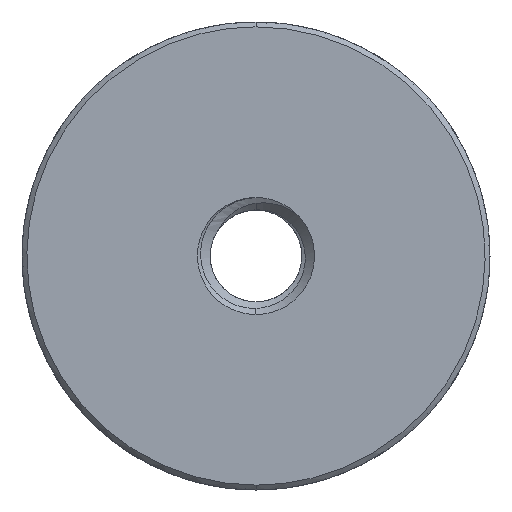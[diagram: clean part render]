
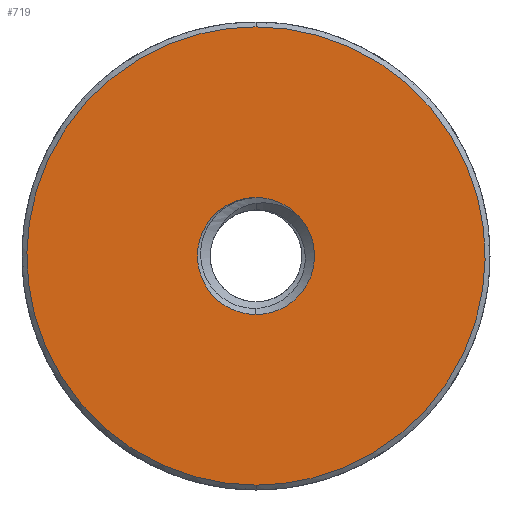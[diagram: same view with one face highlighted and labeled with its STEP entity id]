
A CAD part, front view. The second image highlights one B-rep face of the part: STEP entity #719.
In plain terms, the highlighted planar face has unit normal (0, -1, 0).
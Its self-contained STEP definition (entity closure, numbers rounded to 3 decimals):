
#25=FACE_BOUND('',#3479,.T.);
#719=ADVANCED_FACE('',(#2098,#25),#20616,.T.);
#2098=FACE_OUTER_BOUND('',#3478,.T.);
#3478=EDGE_LOOP('',(#7940,#7941));
#3479=EDGE_LOOP('',(#7942,#7943,#7944));
#7940=ORIENTED_EDGE('',*,*,#14532,.F.);
#7941=ORIENTED_EDGE('',*,*,#13368,.F.);
#7942=ORIENTED_EDGE('',*,*,#13447,.F.);
#7943=ORIENTED_EDGE('',*,*,#14499,.F.);
#7944=ORIENTED_EDGE('',*,*,#13443,.T.);
#13368=EDGE_CURVE('',#19975,#19976,#16912,.T.);
#13443=EDGE_CURVE('',#19987,#19988,#16980,.T.);
#13447=EDGE_CURVE('',#19989,#19988,#16981,.T.);
#14499=EDGE_CURVE('',#19987,#19989,#17966,.T.);
#14532=EDGE_CURVE('',#19976,#19975,#17997,.T.);
#16912=(
BOUNDED_CURVE()
B_SPLINE_CURVE(2,(#44437,#44438,#44439,#44440,#44441),.UNSPECIFIED.,.F.,
 .F.)
B_SPLINE_CURVE_WITH_KNOTS((3,2,3),(-18.457,-9.228,0.),
 .UNSPECIFIED.)
CURVE()
GEOMETRIC_REPRESENTATION_ITEM()
RATIONAL_B_SPLINE_CURVE((1.,0.707,1.,0.707,1.))
REPRESENTATION_ITEM('')
);
#16980=(
BOUNDED_CURVE()
B_SPLINE_CURVE(2,(#44665,#44666,#44667,#44668,#44669),.UNSPECIFIED.,.F.,
 .F.)
B_SPLINE_CURVE_WITH_KNOTS((3,2,3),(0.,2.356,4.712),
 .UNSPECIFIED.)
CURVE()
GEOMETRIC_REPRESENTATION_ITEM()
RATIONAL_B_SPLINE_CURVE((1.,0.707,1.,0.707,1.))
REPRESENTATION_ITEM('')
);
#16981=(
BOUNDED_CURVE()
B_SPLINE_CURVE(2,(#44676,#44677,#44678),.UNSPECIFIED.,.F.,.F.)
B_SPLINE_CURVE_WITH_KNOTS((3,3),(-1.164,0.),.UNSPECIFIED.)
CURVE()
GEOMETRIC_REPRESENTATION_ITEM()
RATIONAL_B_SPLINE_CURVE((1.,0.926,1.))
REPRESENTATION_ITEM('')
);
#17966=(
BOUNDED_CURVE()
B_SPLINE_CURVE(2,(#49225,#49226,#49227,#49228,#49229),.UNSPECIFIED.,.F.,
 .F.)
B_SPLINE_CURVE_WITH_KNOTS((3,2,3),(-3.548,-1.774,0.),
 .UNSPECIFIED.)
CURVE()
GEOMETRIC_REPRESENTATION_ITEM()
RATIONAL_B_SPLINE_CURVE((1.,0.83,1.,0.83,1.))
REPRESENTATION_ITEM('')
);
#17997=(
BOUNDED_CURVE()
B_SPLINE_CURVE(2,(#49356,#49357,#49358,#49359,#49360),.UNSPECIFIED.,.F.,
 .F.)
B_SPLINE_CURVE_WITH_KNOTS((3,2,3),(-18.457,-9.228,0.),
 .UNSPECIFIED.)
CURVE()
GEOMETRIC_REPRESENTATION_ITEM()
RATIONAL_B_SPLINE_CURVE((1.,0.707,1.,0.707,1.))
REPRESENTATION_ITEM('')
);
#19975=VERTEX_POINT('',#37515);
#19976=VERTEX_POINT('',#37516);
#19987=VERTEX_POINT('',#37527);
#19988=VERTEX_POINT('',#37528);
#19989=VERTEX_POINT('',#37529);
#20616=PLANE('',#22015);
#22015=AXIS2_PLACEMENT_3D('',#27040,#22813,$);
#22813=DIRECTION('',(0.,-1.,0.));
#27040=CARTESIAN_POINT('',(-7.05,0.,-7.05));
#37515=CARTESIAN_POINT('',(0.,0.,-5.875));
#37516=CARTESIAN_POINT('',(0.,0.,5.875));
#37527=CARTESIAN_POINT('',(0.,0.,-1.5));
#37528=CARTESIAN_POINT('',(0.,0.,1.5));
#37529=CARTESIAN_POINT('',(1.051,0.,1.07));
#44437=CARTESIAN_POINT('',(0.,0.,-5.875));
#44438=CARTESIAN_POINT('',(-5.875,0.,-5.875));
#44439=CARTESIAN_POINT('',(-5.875,0.,0.));
#44440=CARTESIAN_POINT('',(-5.875,0.,5.875));
#44441=CARTESIAN_POINT('',(0.,0.,5.875));
#44665=CARTESIAN_POINT('',(0.,0.,-1.5));
#44666=CARTESIAN_POINT('',(-1.5,0.,-1.5));
#44667=CARTESIAN_POINT('',(-1.5,0.,0.));
#44668=CARTESIAN_POINT('',(-1.5,0.,1.5));
#44669=CARTESIAN_POINT('',(0.,0.,1.5));
#44676=CARTESIAN_POINT('',(1.051,0.,1.07));
#44677=CARTESIAN_POINT('',(0.613,0.,1.5));
#44678=CARTESIAN_POINT('',(0.,0.,1.5));
#49225=CARTESIAN_POINT('',(0.,0.,-1.5));
#49226=CARTESIAN_POINT('',(1.007,0.,-1.5));
#49227=CARTESIAN_POINT('',(1.388,0.,-0.568));
#49228=CARTESIAN_POINT('',(1.77,0.,0.365));
#49229=CARTESIAN_POINT('',(1.051,0.,1.07));
#49356=CARTESIAN_POINT('',(0.,0.,5.875));
#49357=CARTESIAN_POINT('',(5.875,0.,5.875));
#49358=CARTESIAN_POINT('',(5.875,0.,0.));
#49359=CARTESIAN_POINT('',(5.875,0.,-5.875));
#49360=CARTESIAN_POINT('',(0.,0.,-5.875));
